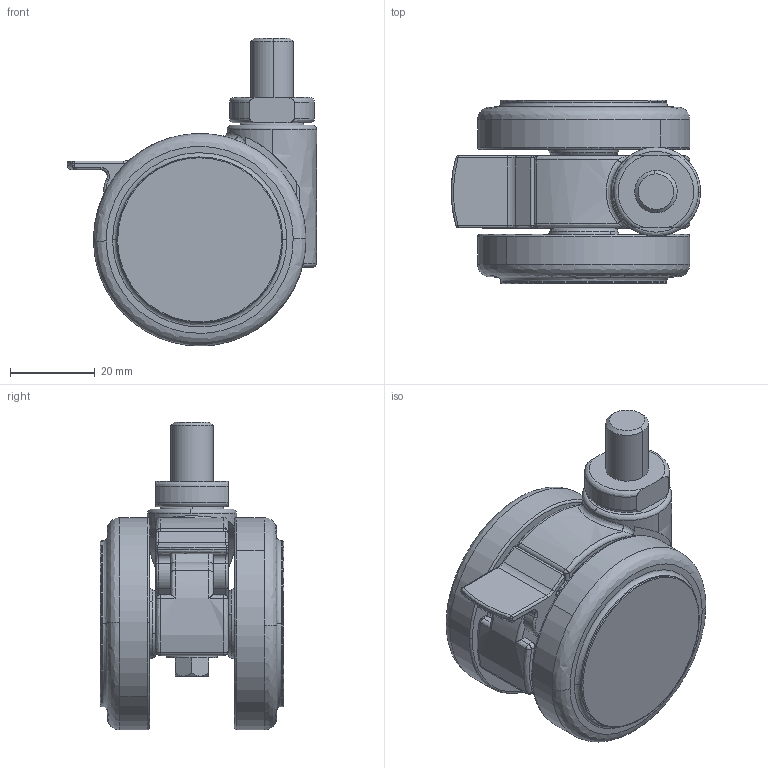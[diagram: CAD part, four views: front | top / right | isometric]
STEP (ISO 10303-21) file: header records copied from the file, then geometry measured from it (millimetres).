
FILE_DESCRIPTION((''),'2;1');
FILE_NAME('','2009-09-16T08:50:34',(''),(''),'','CADfix','');
FILE_SCHEMA(('AUTOMOTIVE_DESIGN { 1 0 10303 214 1 1 1 1 }'));
Length unit declared in the file: millimetre
Bounding box: 58.64 x 43.2 x 72.5 mm (x, y, z)
Volume: 59290.6 mm3; surface area: 23184.6 mm2
Topology: 5 solids, 5 shells, 246 faces, 665 edges, 438 vertices
Faces by surface type: bspline 246
Entity records: 10405 total; most frequent: CARTESIAN_POINT 6763, ORIENTED_EDGE 1330, EDGE_CURVE 665, VERTEX_POINT 438, EDGE_LOOP 257, FACE_OUTER_BOUND 246, ADVANCED_FACE 246, QUASI_UNIFORM_CURVE 203
